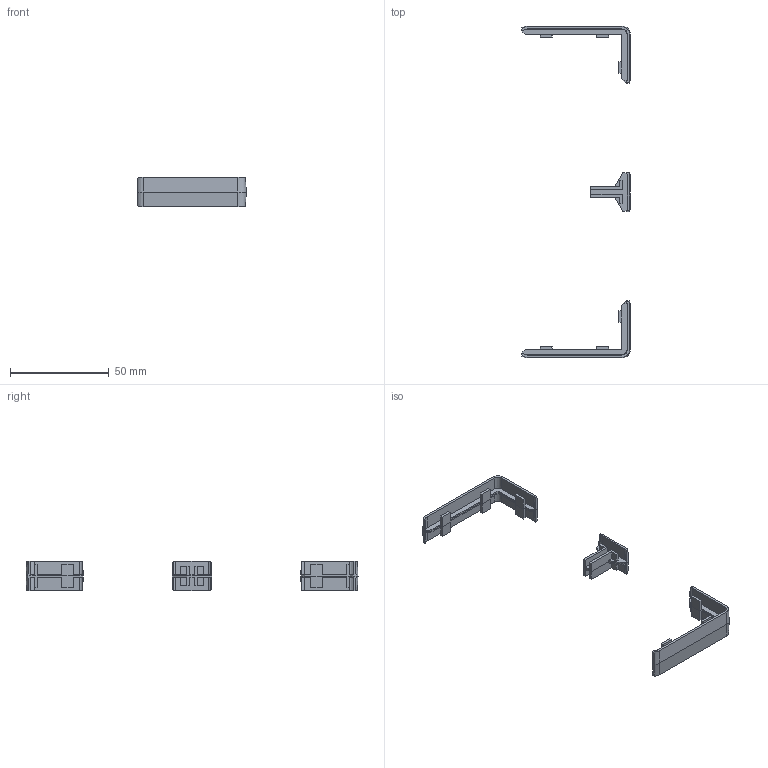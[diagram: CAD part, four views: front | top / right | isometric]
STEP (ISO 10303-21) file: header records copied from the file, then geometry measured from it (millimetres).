
FILE_DESCRIPTION (( 'STEP AP214' ), '1' );
FILE_NAME ('6113023.STEP', '2025-02-17T14:17:04', ( '' ), ( '' ), 'SwSTEP 2.0', 'SolidWorks 2024', '' );
FILE_SCHEMA (( 'AUTOMOTIVE_DESIGN' ));
Length unit declared in the file: millimetre
Products named in the file (3): 070039_Standard; 6113023; 074727_Standard
Assembly tree (3 placements, depth 2):
  6113023
    070039_Standard  x2
    074727_Standard
Bounding box: 54.9 x 168 x 15 mm (x, y, z)
Volume: 5577.9 mm3; surface area: 8837.2 mm2
Topology: 3 solids, 3 shells, 218 faces, 574 edges, 362 vertices
Faces by surface type: plane 182, cone 36
Entity records: 4423 total; most frequent: CARTESIAN_POINT 823, ORIENTED_EDGE 750, DIRECTION 700, EDGE_CURVE 375, LINE 322, VECTOR 322, VERTEX_POINT 237, AXIS2_PLACEMENT_3D 189
